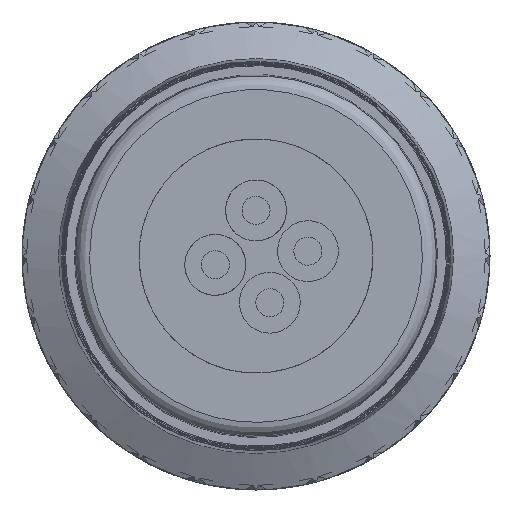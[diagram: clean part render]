
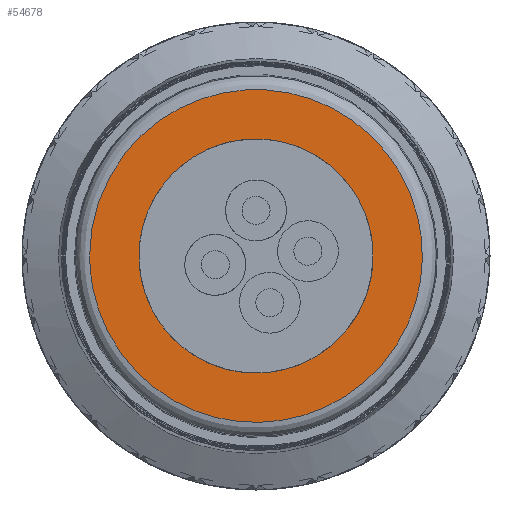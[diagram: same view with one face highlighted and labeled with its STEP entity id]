
A CAD part, front view. The second image highlights one B-rep face of the part: STEP entity #54678.
In plain terms, the highlighted free-form (B-spline) face has degree [1, 1] with [2, 2] control points.
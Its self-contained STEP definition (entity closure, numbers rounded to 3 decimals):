
#4318=CARTESIAN_POINT('',(-3.555,0.,0.));
#4319=VERTEX_POINT('',#4318);
#4326=CARTESIAN_POINT('',(-3.555,0.,0.));
#4327=CARTESIAN_POINT('',(-3.555,0.,3.555));
#4328=CARTESIAN_POINT('',(0.,0.,3.555));
#4329=CARTESIAN_POINT('',(3.555,0.,3.555));
#4330=CARTESIAN_POINT('',(3.555,0.,0.));
#4331=CARTESIAN_POINT('',(3.555,0.,-3.555));
#4332=CARTESIAN_POINT('',(0.,0.,-3.555));
#4333=CARTESIAN_POINT('',(-3.555,0.,-3.555));
#4334=CARTESIAN_POINT('',(-3.555,0.,0.));
#4335=(BOUNDED_CURVE()B_SPLINE_CURVE(2,(#4326,#4327,#4328,#4329,#4330,#4331,#4332,#4333,#4334),.CIRCULAR_ARC.,.T.,.U.)B_SPLINE_CURVE_WITH_KNOTS((3,2,2,2,3),(0.,0.25,0.5,0.75,1.),.UNSPECIFIED.)CURVE()GEOMETRIC_REPRESENTATION_ITEM()RATIONAL_B_SPLINE_CURVE((1.,0.707,1.,0.707,1.,0.707,1.,0.707,1.))REPRESENTATION_ITEM(''));
#4336=EDGE_CURVE('',#4319,#4319,#4335,.T.);
#54656=CARTESIAN_POINT('',(10.664,0.,10.664));
#54657=CARTESIAN_POINT('',(10.664,0.,-10.664));
#54658=CARTESIAN_POINT('',(-10.664,0.,10.664));
#54659=CARTESIAN_POINT('',(-10.664,0.,-10.664));
#54660=B_SPLINE_SURFACE_WITH_KNOTS('',1,1,((#54656,#54657),(#54658,#54659)),.PLANE_SURF.,.F.,.F.,.U.,(2,2),(2,2),(-1.,2.),(-1.,2.),.UNSPECIFIED.);
#54661=ORIENTED_EDGE('',*,*,#4336,.F.);
#54662=EDGE_LOOP('',(#54661));
#54663=FACE_OUTER_BOUND('',#54662,.T.);
#54664=CARTESIAN_POINT('',(2.5,0.,0.));
#54665=VERTEX_POINT('',#54664);
#54666=CARTESIAN_POINT('',(2.5,0.,0.));
#54667=CARTESIAN_POINT('',(2.5,0.,-4.33));
#54668=CARTESIAN_POINT('',(-1.25,0.,-2.165));
#54669=CARTESIAN_POINT('',(-5.,0.,0.));
#54670=CARTESIAN_POINT('',(-1.25,0.,2.165));
#54671=CARTESIAN_POINT('',(2.5,0.,4.33));
#54672=CARTESIAN_POINT('',(2.5,0.,0.));
#54673=(BOUNDED_CURVE()B_SPLINE_CURVE(2,(#54666,#54667,#54668,#54669,#54670,#54671,#54672),.CIRCULAR_ARC.,.T.,.U.)B_SPLINE_CURVE_WITH_KNOTS((3,2,2,3),(0.,0.333,0.667,1.),.UNSPECIFIED.)CURVE()GEOMETRIC_REPRESENTATION_ITEM()RATIONAL_B_SPLINE_CURVE((1.,0.5,1.,0.5,1.,0.5,1.))REPRESENTATION_ITEM(''));
#54674=EDGE_CURVE('',#54665,#54665,#54673,.T.);
#54675=ORIENTED_EDGE('',*,*,#54674,.T.);
#54676=EDGE_LOOP('',(#54675));
#54677=FACE_BOUND('',#54676,.T.);
#54678=ADVANCED_FACE('',(#54663,#54677),#54660,.T.);
